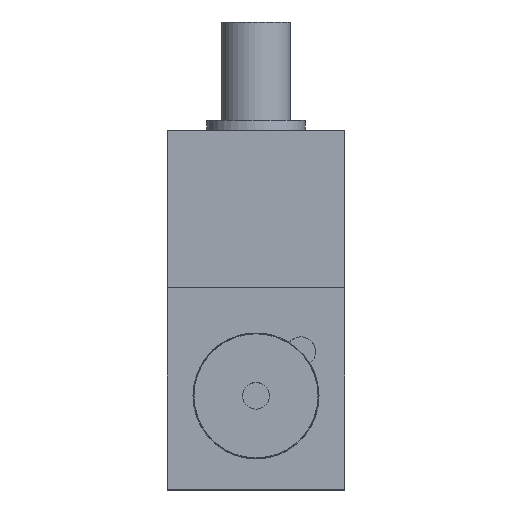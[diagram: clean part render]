
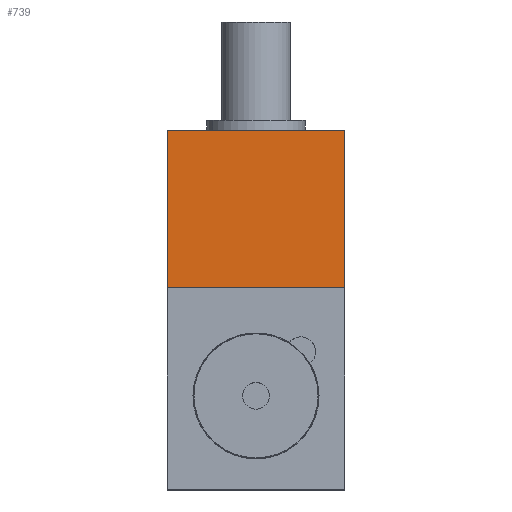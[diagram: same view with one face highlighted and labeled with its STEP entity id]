
A CAD part, top view. The second image highlights one B-rep face of the part: STEP entity #739.
In plain terms, the highlighted planar face has unit normal (0, 0, 1).
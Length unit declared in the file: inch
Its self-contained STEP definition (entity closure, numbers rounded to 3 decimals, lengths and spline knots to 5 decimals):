
#686 = EDGE_CURVE ( 'NONE', #687, #764, #3669, .T. ) ;
#687 = VERTEX_POINT ( 'NONE', #3665 ) ;
#732 = VERTEX_POINT ( 'NONE', #3870 ) ;
#736 = VERTEX_POINT ( 'NONE', #3865 ) ;
#738 = EDGE_CURVE ( 'NONE', #736, #732, #3863, .T. ) ;
#739 = ADVANCED_FACE ( 'NONE', ( #3859 ), #3906, .T. ) ;
#740 = EDGE_LOOP ( 'NONE', ( #741, #796, #797, #799 ) ) ;
#741 = ORIENTED_EDGE ( 'NONE', *, *, #742, .F. ) ;
#742 = EDGE_CURVE ( 'NONE', #732, #764, #3901, .T. ) ;
#764 = VERTEX_POINT ( 'NONE', #4013 ) ;
#796 = ORIENTED_EDGE ( 'NONE', *, *, #738, .F. ) ;
#797 = ORIENTED_EDGE ( 'NONE', *, *, #798, .T. ) ;
#798 = EDGE_CURVE ( 'NONE', #736, #687, #4101, .T. ) ;
#799 = ORIENTED_EDGE ( 'NONE', *, *, #686, .T. ) ;
#3665 = CARTESIAN_POINT ( 'NONE',  ( -0.65089, -0.66772, 0.73819 ) ) ;
#3666 = DIRECTION ( 'NONE',  ( 0., 1., 0. ) ) ;
#3667 = VECTOR ( 'NONE', #3666, 39.37008 ) ;
#3668 = CARTESIAN_POINT ( 'NONE',  ( -0.65089, -0.66772, 0.73819 ) ) ;
#3669 = LINE ( 'NONE', #3668, #3667 ) ;
#3859 = FACE_OUTER_BOUND ( 'NONE', #740, .T. ) ;
#3860 = DIRECTION ( 'NONE',  ( 0., 1., 0. ) ) ;
#3861 = VECTOR ( 'NONE', #3860, 39.37008 ) ;
#3862 = CARTESIAN_POINT ( 'NONE',  ( -1.35955, -0.66772, 0.73819 ) ) ;
#3863 = LINE ( 'NONE', #3862, #3861 ) ;
#3865 = CARTESIAN_POINT ( 'NONE',  ( -1.35955, -0.66772, 0.73819 ) ) ;
#3870 = CARTESIAN_POINT ( 'NONE',  ( -1.35955, -0.0378, 0.73819 ) ) ;
#3898 = DIRECTION ( 'NONE',  ( 1., 0., 0. ) ) ;
#3899 = VECTOR ( 'NONE', #3898, 39.37008 ) ;
#3900 = CARTESIAN_POINT ( 'NONE',  ( -1.35955, -0.0378, 0.73819 ) ) ;
#3901 = LINE ( 'NONE', #3900, #3899 ) ;
#3902 = DIRECTION ( 'NONE',  ( 1., 0., 0. ) ) ;
#3903 = DIRECTION ( 'NONE',  ( 0., 0., 1. ) ) ;
#3904 = CARTESIAN_POINT ( 'NONE',  ( -1.35955, -0.66772, 0.73819 ) ) ;
#3905 = AXIS2_PLACEMENT_3D ( 'NONE', #3904, #3903, #3902 ) ;
#3906 = PLANE ( 'NONE',  #3905 ) ;
#4013 = CARTESIAN_POINT ( 'NONE',  ( -0.65089, -0.0378, 0.73819 ) ) ;
#4092 = DIRECTION ( 'NONE',  ( 1., 0., 0. ) ) ;
#4093 = VECTOR ( 'NONE', #4092, 39.37008 ) ;
#4094 = CARTESIAN_POINT ( 'NONE',  ( -1.35955, -0.66772, 0.73819 ) ) ;
#4101 = LINE ( 'NONE', #4094, #4093 ) ;
